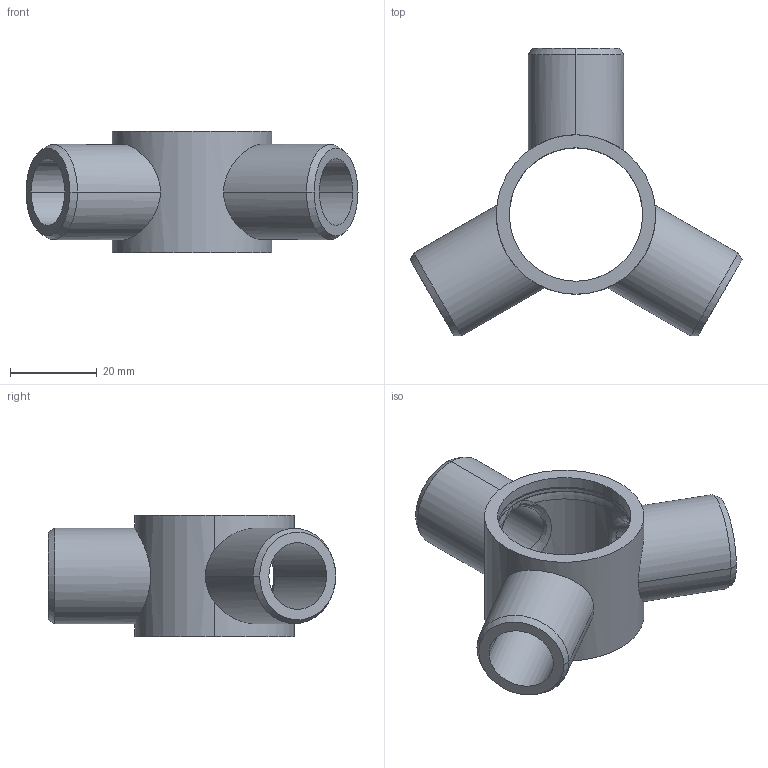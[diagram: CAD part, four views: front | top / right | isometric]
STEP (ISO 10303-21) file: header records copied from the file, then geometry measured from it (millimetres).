
FILE_DESCRIPTION (( 'STEP AP214' ), '1' );
FILE_NAME ('ValveBody.STEP', '2020-03-21T08:03:43', ( '' ), ( '' ), 'SwSTEP 2.0', 'SolidWorks 2020', '' );
FILE_SCHEMA (( 'AUTOMOTIVE_DESIGN' ));
Length unit declared in the file: millimetre
Products named in the file (1): ValveBody
Bounding box: 76.64 x 66.38 x 28 mm (x, y, z)
Volume: 19080.8 mm3; surface area: 13065.7 mm2
Topology: 1 solids, 1 shells, 82 faces, 198 edges, 116 vertices
Faces by surface type: cylinder 27, bspline 24, torus 16, cone 10, plane 5
Entity records: 3950 total; most frequent: CARTESIAN_POINT 2151, ORIENTED_EDGE 396, DIRECTION 346, EDGE_CURVE 198, AXIS2_PLACEMENT_3D 155, VERTEX_POINT 116, CIRCLE 96, EDGE_LOOP 88
